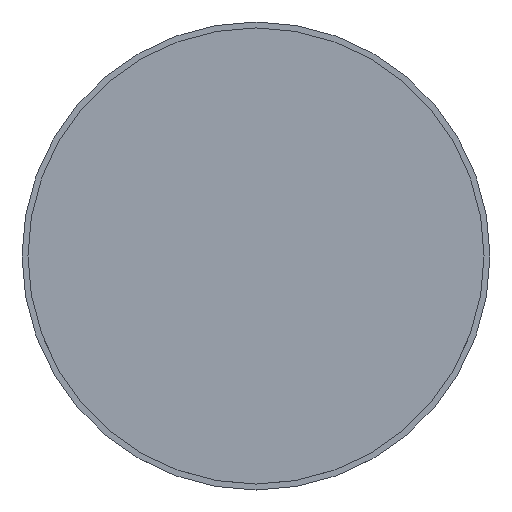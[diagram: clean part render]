
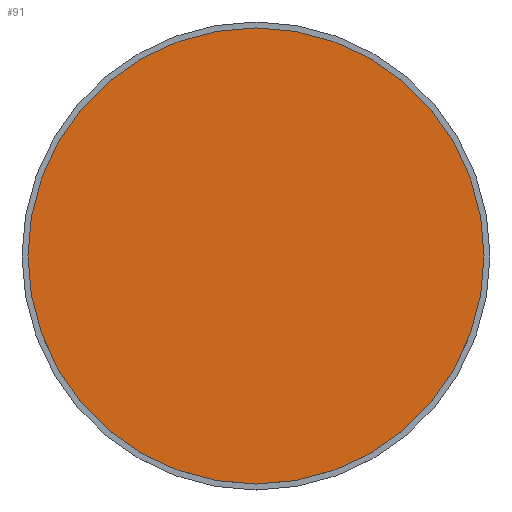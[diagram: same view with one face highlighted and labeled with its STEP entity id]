
A CAD part, top view. The second image highlights one B-rep face of the part: STEP entity #91.
In plain terms, the highlighted planar face has unit normal (0, 0, 1).
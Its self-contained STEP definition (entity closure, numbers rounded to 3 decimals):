
#20=PLANE('',#118);
#27=FACE_OUTER_BOUND('',#36,.T.);
#36=EDGE_LOOP('',(#81));
#48=CIRCLE('',#117,102.87);
#54=VERTEX_POINT('',#169);
#63=EDGE_CURVE('',#54,#54,#48,.T.);
#81=ORIENTED_EDGE('',*,*,#63,.F.);
#91=ADVANCED_FACE('',(#27),#20,.F.);
#117=AXIS2_PLACEMENT_3D('',#171,#146,#147);
#118=AXIS2_PLACEMENT_3D('',#172,#148,#149);
#146=DIRECTION('center_axis',(0.,0.,-1.));
#147=DIRECTION('ref_axis',(-1.,0.,0.));
#148=DIRECTION('center_axis',(0.,0.,-1.));
#149=DIRECTION('ref_axis',(-1.,0.,0.));
#169=CARTESIAN_POINT('',(102.87,0.,2.));
#171=CARTESIAN_POINT('Origin',(0.,0.,2.));
#172=CARTESIAN_POINT('Origin',(0.,0.,2.));
